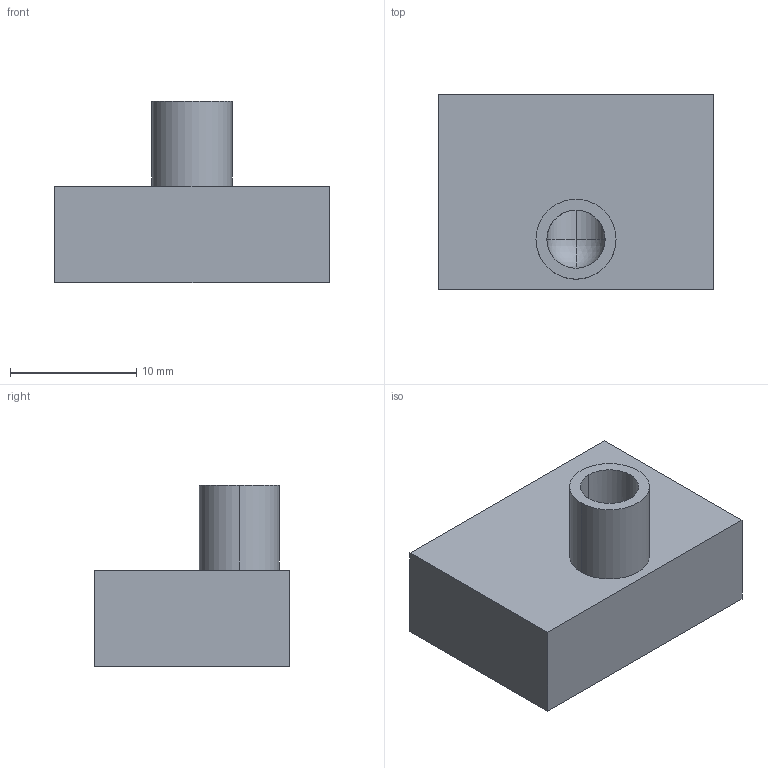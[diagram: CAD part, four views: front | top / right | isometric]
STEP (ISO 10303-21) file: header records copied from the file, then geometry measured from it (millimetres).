
FILE_DESCRIPTION (( 'STEP AP214' ), '1' );
FILE_NAME ('101000092547.STEP', '2025-11-04T07:01:41', ( 'Microsoft' ), ( 'Microsoft' ), 'SwSTEP 2.0', 'SolidWorks 2025', '' );
FILE_SCHEMA (( 'AUTOMOTIVE_DESIGN' ));
Length unit declared in the file: millimetre
Products named in the file (1): 101000092547
Bounding box: 21.82 x 15.44 x 14.4 mm (x, y, z)
Volume: 2300.1 mm3; surface area: 1828.6 mm2
Topology: 1 solids, 1 shells, 70 faces, 177 edges, 109 vertices
Faces by surface type: cylinder 44, plane 12, cone 8, sphere 2, bspline 2, torus 2
Entity records: 3245 total; most frequent: CARTESIAN_POINT 1737, ORIENTED_EDGE 342, DIRECTION 284, EDGE_CURVE 171, AXIS2_PLACEMENT_3D 110, VERTEX_POINT 109, EDGE_LOOP 78, ADVANCED_FACE 70
